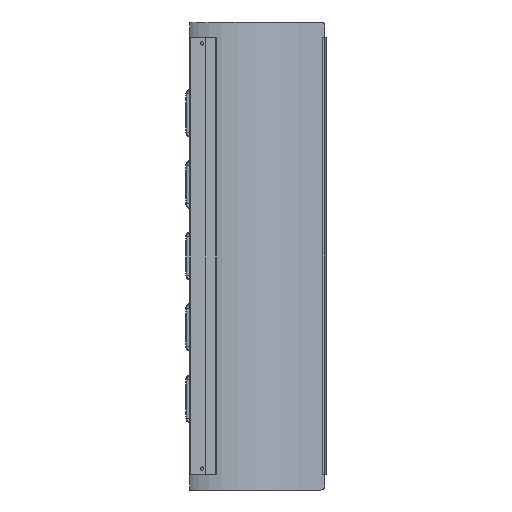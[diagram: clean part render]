
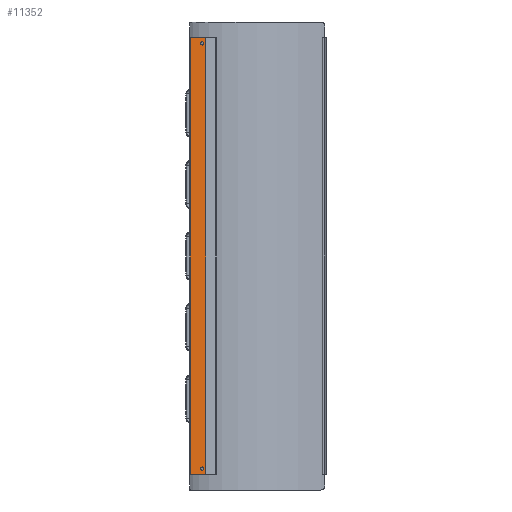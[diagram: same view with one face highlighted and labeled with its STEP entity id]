
A CAD part, front view. The second image highlights one B-rep face of the part: STEP entity #11352.
In plain terms, the highlighted planar face has unit normal (0.139, -0.99, 0).
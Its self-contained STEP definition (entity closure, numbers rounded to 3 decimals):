
#9900=CARTESIAN_POINT('',(-154.245,2.538,563.));
#9901=VERTEX_POINT('',#9900);
#9902=CARTESIAN_POINT('',(-156.225,2.259,563.));
#9903=DIRECTION('',(-0.139,0.99,0.));
#9904=DIRECTION('',(0.99,0.139,0.));
#9905=AXIS2_PLACEMENT_3D('',#9902,#9903,#9904);
#9906=CIRCLE('',#9905,2.);
#9907=EDGE_CURVE('',#9901,#9901,#9906,.T.);
#9928=CARTESIAN_POINT('',(-154.245,2.538,27.));
#9929=VERTEX_POINT('',#9928);
#9930=CARTESIAN_POINT('',(-156.225,2.259,27.));
#9931=DIRECTION('',(-0.139,0.99,0.));
#9932=DIRECTION('',(0.99,0.139,0.));
#9933=AXIS2_PLACEMENT_3D('',#9930,#9931,#9932);
#9934=CIRCLE('',#9933,2.);
#9935=EDGE_CURVE('',#9929,#9929,#9934,.T.);
#10516=CARTESIAN_POINT('',(-140.116,4.523,570.));
#10517=VERTEX_POINT('',#10516);
#10549=CARTESIAN_POINT('',(-140.116,4.523,20.));
#10550=VERTEX_POINT('',#10549);
#10590=CARTESIAN_POINT('',(-171.157,0.161,570.));
#10591=VERTEX_POINT('',#10590);
#10598=CARTESIAN_POINT('',(-140.116,4.523,570.));
#10599=DIRECTION('',(-0.99,-0.139,0.0));
#10600=VECTOR('',#10599,31.346);
#10601=LINE('',#10598,#10600);
#10602=EDGE_CURVE('',#10517,#10591,#10601,.T.);
#10613=CARTESIAN_POINT('',(-171.157,0.161,20.));
#10614=VERTEX_POINT('',#10613);
#10615=CARTESIAN_POINT('',(-171.157,0.161,20.));
#10616=DIRECTION('',(0.99,0.139,0.));
#10617=VECTOR('',#10616,31.346);
#10618=LINE('',#10615,#10617);
#10619=EDGE_CURVE('',#10614,#10550,#10618,.T.);
#10914=CARTESIAN_POINT('',(-171.157,0.161,20.));
#10915=DIRECTION('',(0.0,0.0,1.0));
#10916=VECTOR('',#10915,550.);
#10917=LINE('',#10914,#10916);
#10918=EDGE_CURVE('',#10614,#10591,#10917,.T.);
#11265=CARTESIAN_POINT('',(-140.116,4.523,20.));
#11266=DIRECTION('',(0.0,0.0,1.0));
#11267=VECTOR('',#11266,550.);
#11268=LINE('',#11265,#11267);
#11269=EDGE_CURVE('',#10550,#10517,#11268,.T.);
#11335=CARTESIAN_POINT('',(-305.026,-18.653,295.));
#11336=DIRECTION('',(-0.139,0.99,0.));
#11337=DIRECTION('',(0.0,0.0,1.0));
#11338=AXIS2_PLACEMENT_3D('',#11335,#11336,#11337);
#11339=PLANE('',#11338);
#11340=ORIENTED_EDGE('',*,*,#10602,.T.);
#11341=ORIENTED_EDGE('',*,*,#10918,.F.);
#11342=ORIENTED_EDGE('',*,*,#10619,.T.);
#11343=ORIENTED_EDGE('',*,*,#11269,.T.);
#11344=EDGE_LOOP('',(#11340,#11341,#11342,#11343));
#11345=FACE_OUTER_BOUND('',#11344,.T.);
#11346=ORIENTED_EDGE('',*,*,#9907,.T.);
#11347=EDGE_LOOP('',(#11346));
#11348=FACE_BOUND('',#11347,.T.);
#11349=ORIENTED_EDGE('',*,*,#9935,.T.);
#11350=EDGE_LOOP('',(#11349));
#11351=FACE_BOUND('',#11350,.T.);
#11352=ADVANCED_FACE('',(#11345,#11348,#11351),#11339,.F.);
